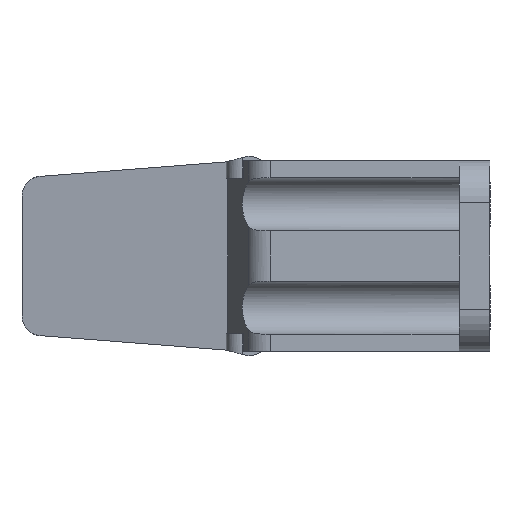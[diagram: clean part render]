
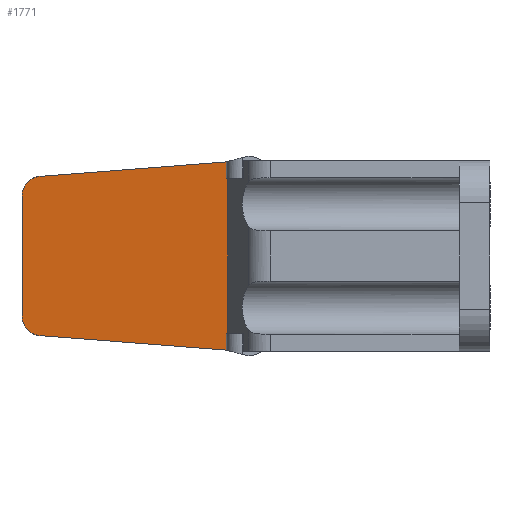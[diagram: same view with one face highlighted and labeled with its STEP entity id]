
A CAD part, front view. The second image highlights one B-rep face of the part: STEP entity #1771.
In plain terms, the highlighted planar face has unit normal (-0.107, -0.994, 0).
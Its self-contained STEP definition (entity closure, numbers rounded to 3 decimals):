
#547=DIRECTION('',(0.,0.,1.));
#548=VECTOR('',#547,7.649);
#549=CARTESIAN_POINT('',(-10.65,-1.4,-3.824));
#550=LINE('',#549,#548);
#595=CARTESIAN_POINT('',(-19.,-0.5,-2.435));
#596=CARTESIAN_POINT('',(-19.,-0.5,-2.559));
#597=CARTESIAN_POINT('',(-18.949,-0.505,
-2.759));
#598=CARTESIAN_POINT('',(-18.798,-0.522,
-2.989));
#599=CARTESIAN_POINT('',(-18.58,-0.545,
-3.157));
#600=CARTESIAN_POINT('',(-18.385,-0.566,
-3.223));
#601=CARTESIAN_POINT('',(-18.262,-0.58,
-3.232));
#603=DIRECTION('',(0.,0.,1.));
#604=VECTOR('',#603,4.87);
#605=CARTESIAN_POINT('',(-19.,-0.5,-2.435));
#606=LINE('',#605,#604);
#607=CARTESIAN_POINT('',(-18.262,-0.58,
3.232));
#608=CARTESIAN_POINT('',(-18.385,-0.566,
3.223));
#609=CARTESIAN_POINT('',(-18.58,-0.545,
3.157));
#610=CARTESIAN_POINT('',(-18.798,-0.522,
2.989));
#611=CARTESIAN_POINT('',(-18.949,-0.505,
2.759));
#612=CARTESIAN_POINT('',(-19.,-0.5,2.559));
#613=CARTESIAN_POINT('',(-19.,-0.5,2.435));
#615=DIRECTION('',(-0.991,0.107,-0.077));
#616=VECTOR('',#615,7.679);
#617=CARTESIAN_POINT('',(-10.65,-1.4,3.824));
#618=LINE('',#617,#616);
#619=DIRECTION('',(0.991,-0.107,-0.077));
#620=VECTOR('',#619,7.679);
#621=CARTESIAN_POINT('',(-18.262,-0.58,
-3.232));
#622=LINE('',#621,#620);
#856=CARTESIAN_POINT('',(-10.65,-1.4,-3.824));
#857=CARTESIAN_POINT('',(-10.65,-1.4,3.824));
#858=VERTEX_POINT('',#856);
#859=VERTEX_POINT('',#857);
#864=VERTEX_POINT('',#595);
#865=VERTEX_POINT('',#601);
#874=CARTESIAN_POINT('',(-18.262,-0.58,
3.232));
#875=VERTEX_POINT('',#874);
#876=VERTEX_POINT('',#613);
#1754=CARTESIAN_POINT('',(-19.,-0.5,-3.875));
#1755=DIRECTION('',(-0.107,-0.994,0.));
#1756=DIRECTION('',(0.994,-0.107,0.));
#1757=AXIS2_PLACEMENT_3D('',#1754,#1755,#1756);
#1758=PLANE('',#1757);
#1760=ORIENTED_EDGE('',*,*,#1759,.F.);
#1762=ORIENTED_EDGE('',*,*,#1761,.T.);
#1764=ORIENTED_EDGE('',*,*,#1763,.F.);
#1766=ORIENTED_EDGE('',*,*,#1765,.F.);
#1767=ORIENTED_EDGE('',*,*,#1727,.F.);
#1768=ORIENTED_EDGE('',*,*,#1166,.F.);
#1769=EDGE_LOOP('',(#1760,#1762,#1764,#1766,#1767,#1768));
#1770=FACE_OUTER_BOUND('',#1769,.F.);
#1771=ADVANCED_FACE('',(#1770),#1758,.T.);
#602=B_SPLINE_CURVE_WITH_KNOTS('',3,(#595,#596,#597,#598,#599,#600,#601),
.UNSPECIFIED.,.F.,.F.,(4,1,1,1,4),(0.,0.25,0.5,0.75,1.),
.UNSPECIFIED.);
#614=B_SPLINE_CURVE_WITH_KNOTS('',3,(#607,#608,#609,#610,#611,#612,#613),
.UNSPECIFIED.,.F.,.F.,(4,1,1,1,4),(0.,0.25,0.5,0.75,1.),
.UNSPECIFIED.);
#1166=EDGE_CURVE('',#865,#858,#622,.T.);
#1727=EDGE_CURVE('',#858,#859,#550,.T.);
#1759=EDGE_CURVE('',#864,#865,#602,.T.);
#1761=EDGE_CURVE('',#864,#876,#606,.T.);
#1763=EDGE_CURVE('',#875,#876,#614,.T.);
#1765=EDGE_CURVE('',#859,#875,#618,.T.);
